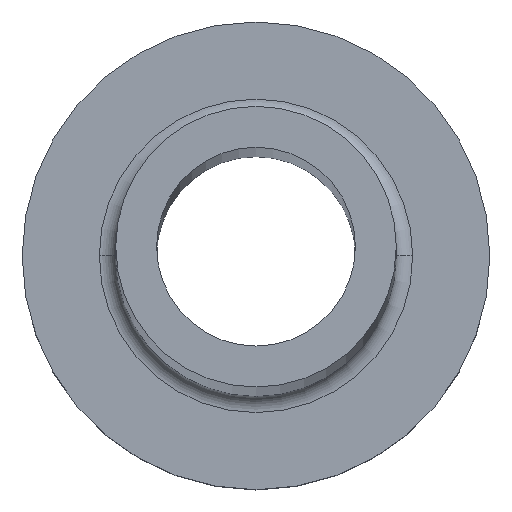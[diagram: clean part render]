
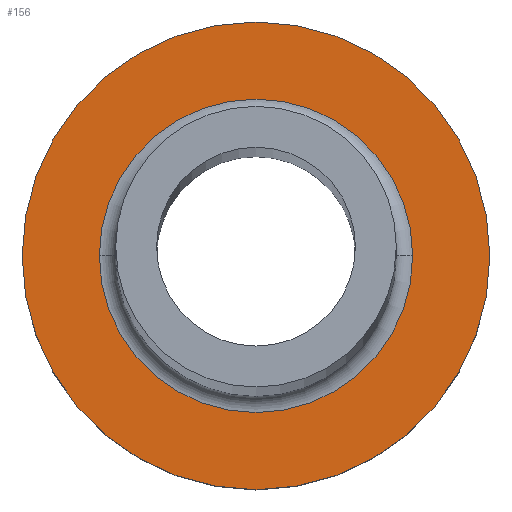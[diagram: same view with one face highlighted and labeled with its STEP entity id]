
A CAD part, top view. The second image highlights one B-rep face of the part: STEP entity #156.
In plain terms, the highlighted planar face has unit normal (0, 0, 1).
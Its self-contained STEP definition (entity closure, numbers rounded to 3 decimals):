
#4 = VERTEX_POINT ( 'NONE', #215 ) ;
#12 = ORIENTED_EDGE ( 'NONE', *, *, #202, .T. ) ;
#14 = VERTEX_POINT ( 'NONE', #43 ) ;
#18 = DIRECTION ( 'NONE',  ( 1., 0., 0. ) ) ;
#22 = PLANE ( 'NONE',  #315 ) ;
#36 = CARTESIAN_POINT ( 'NONE',  ( 6.7, 0., 7. ) ) ;
#43 = CARTESIAN_POINT ( 'NONE',  ( -6.7, 0., 7. ) ) ;
#63 = ORIENTED_EDGE ( 'NONE', *, *, #334, .T. ) ;
#72 = VERTEX_POINT ( 'NONE', #102 ) ;
#77 = DIRECTION ( 'NONE',  ( 1., 0., 0. ) ) ;
#88 = CIRCLE ( 'NONE', #273, 6.7 ) ;
#102 = CARTESIAN_POINT ( 'NONE',  ( 10., 0., 7. ) ) ;
#108 = CARTESIAN_POINT ( 'NONE',  ( 0., 0., 7. ) ) ;
#109 = DIRECTION ( 'NONE',  ( 0., 0., 1. ) ) ;
#111 = EDGE_CURVE ( 'NONE', #265, #14, #263, .T. ) ;
#114 = DIRECTION ( 'NONE',  ( 1., 0., 0. ) ) ;
#122 = AXIS2_PLACEMENT_3D ( 'NONE', #377, #109, #375 ) ;
#123 = EDGE_CURVE ( 'NONE', #4, #72, #366, .T. ) ;
#146 = AXIS2_PLACEMENT_3D ( 'NONE', #194, #248, #369 ) ;
#150 = AXIS2_PLACEMENT_3D ( 'NONE', #313, #254, #77 ) ;
#156 = ADVANCED_FACE ( 'NONE', ( #343, #310 ), #22, .T. ) ;
#194 = CARTESIAN_POINT ( 'NONE',  ( 0., 0., 7. ) ) ;
#202 = EDGE_CURVE ( 'NONE', #72, #4, #381, .T. ) ;
#204 = ORIENTED_EDGE ( 'NONE', *, *, #123, .T. ) ;
#215 = CARTESIAN_POINT ( 'NONE',  ( -10., 0., 7. ) ) ;
#231 = DIRECTION ( 'NONE',  ( 0., 0., 1. ) ) ;
#248 = DIRECTION ( 'NONE',  ( 0., 0., 1. ) ) ;
#254 = DIRECTION ( 'NONE',  ( 0., 0., -1. ) ) ;
#263 = CIRCLE ( 'NONE', #150, 6.7 ) ;
#265 = VERTEX_POINT ( 'NONE', #36 ) ;
#273 = AXIS2_PLACEMENT_3D ( 'NONE', #322, #379, #114 ) ;
#310 = FACE_OUTER_BOUND ( 'NONE', #353, .T. ) ;
#313 = CARTESIAN_POINT ( 'NONE',  ( 0., 0., 7. ) ) ;
#315 = AXIS2_PLACEMENT_3D ( 'NONE', #108, #231, #18 ) ;
#322 = CARTESIAN_POINT ( 'NONE',  ( 0., 0., 7. ) ) ;
#334 = EDGE_CURVE ( 'NONE', #14, #265, #88, .T. ) ;
#343 = FACE_BOUND ( 'NONE', #355, .T. ) ;
#353 = EDGE_LOOP ( 'NONE', ( #204, #12 ) ) ;
#355 = EDGE_LOOP ( 'NONE', ( #380, #63 ) ) ;
#366 = CIRCLE ( 'NONE', #122, 10. ) ;
#369 = DIRECTION ( 'NONE',  ( 1., 0., 0. ) ) ;
#375 = DIRECTION ( 'NONE',  ( 1., 0., 0. ) ) ;
#377 = CARTESIAN_POINT ( 'NONE',  ( 0., 0., 7. ) ) ;
#379 = DIRECTION ( 'NONE',  ( 0., 0., -1. ) ) ;
#380 = ORIENTED_EDGE ( 'NONE', *, *, #111, .T. ) ;
#381 = CIRCLE ( 'NONE', #146, 10. ) ;
